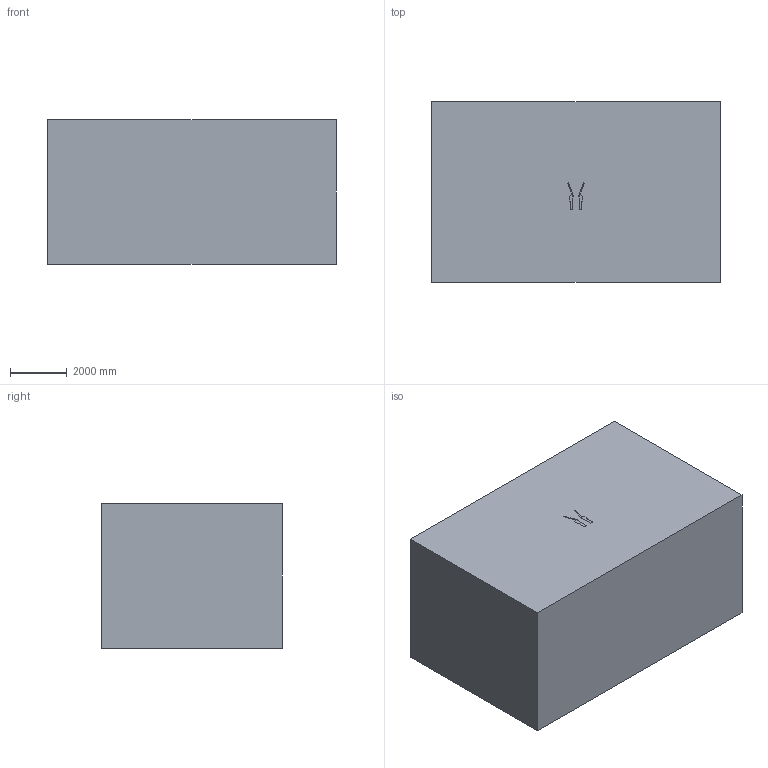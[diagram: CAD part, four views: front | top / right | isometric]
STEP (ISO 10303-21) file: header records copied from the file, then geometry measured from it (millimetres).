
FILE_DESCRIPTION (( 'STEP AP214' ), '1' );
FILE_NAME ('20Degree_8_5inch_inner_diameter.STEP', '2023-10-23T15:42:08', ( '' ), ( '' ), 'SwSTEP 2.0', 'SolidWorks 2023', '' );
FILE_SCHEMA (( 'AUTOMOTIVE_DESIGN' ));
Length unit declared in the file: inch
Products named in the file (1): 20Degree_8_5inch_inner_diameter
Bounding box: 10160 x 6350 x 5080 mm (x, y, z)
Volume: 327741280000 mm3; surface area: 299220285.3 mm2
Topology: 2 solids, 2 shells, 48 faces, 126 edges, 82 vertices
Faces by surface type: torus 12, cylinder 12, cone 12, plane 12
Entity records: 1552 total; most frequent: DIRECTION 292, CARTESIAN_POINT 257, ORIENTED_EDGE 252, EDGE_CURVE 126, AXIS2_PLACEMENT_3D 117, VERTEX_POINT 82, CIRCLE 68, LINE 58
